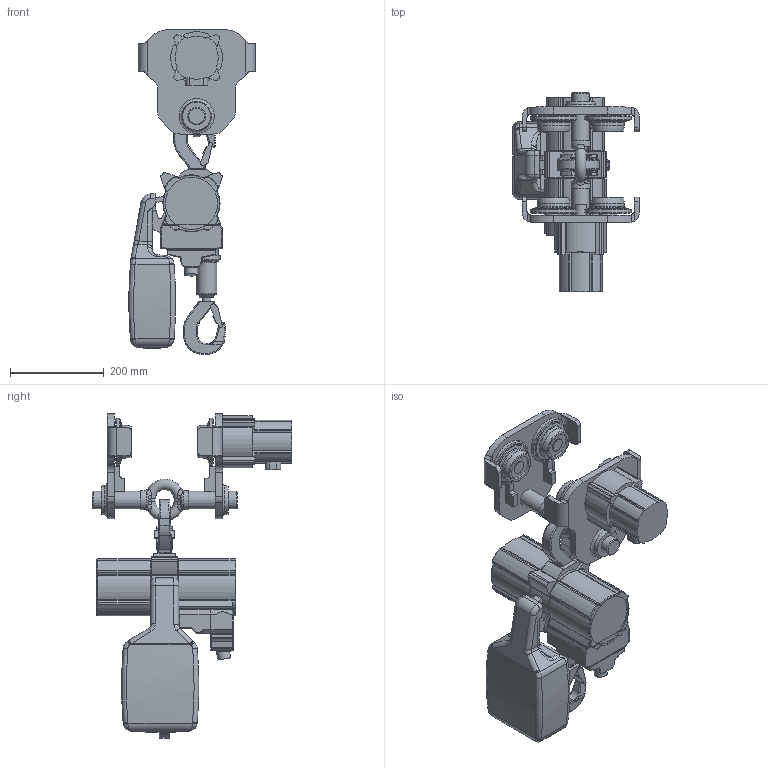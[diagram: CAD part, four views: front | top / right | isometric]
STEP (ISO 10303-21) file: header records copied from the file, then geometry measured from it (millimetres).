
FILE_DESCRIPTION(('STEP AP214'),'1');
FILE_NAME('PMH Profi Lufttelfer 250-1 - 1000-1 med driven åkvagn.stp','2013-06-27T06:25:10',(' '),(' '),'Spatial InterOp 3D',' ',' ');
FILE_SCHEMA(('automotive_design'));
Length unit declared in the file: millimetre
Products named in the file (19): Geraet Profi   025-1 TI LUFT DP; Mittelteil Profi   025-2 TI; Getriebe TI 25-97; Motor NM1BI LUFT DP; Motor NM1BI; Steuerventil NM1BI; DP 025-2TI; Luftanschluss NM1BI; Lasthuelse 1T TI mit Haken; Lasthuelse 1T TI; Lasthaken   1T TI; PMH Profi Lufttelfer 250_1-1000_1 med driven _kvagn; LM 2T I; Distanzierung LN2000 I; Hinterteil L02 kpl; Vorderteil L02 kpl; Getriebemotor NM02BI; Kettenkasten Typ K I TS
Assembly tree (18 placements, depth 4):
  PMH Profi Lufttelfer 250_1-1000_1 med driven _kvagn
    Geraet Profi   025-1 TI LUFT DP
      Mittelteil Profi   025-2 TI
      Getriebe TI 25-97
      Motor NM1BI LUFT DP
        Motor NM1BI
        Steuerventil NM1BI
        DP 025-2TI
        Luftanschluss NM1BI
      Lasthuelse 1T TI mit Haken
        Lasthuelse 1T TI
        Lasthaken   1T TI
      Lasthaken   1T TI
    LM 2T I
      Distanzierung LN2000 I
      Hinterteil L02 kpl
      Vorderteil L02 kpl
      Getriebemotor NM02BI
    Kettenkasten Typ K I TS
Bounding box: 269.96 x 427 x 694.49 mm (x, y, z)
Volume: 12329394.7 mm3; surface area: 963662.2 mm2
Topology: 14 solids, 14 shells, 1177 faces, 2969 edges, 1835 vertices
Faces by surface type: cylinder 576, plane 281, bspline 138, torus 123, sphere 36, cone 23
Full cylindrical faces by diameter (mm): 8 x1, 18.3 x2, 24 x1, 27.905 x4, 28 x1, 38 x4, 40 x4, 41 x2, 44 x1, 50 x1, 52 x2, 52.5 x4, 58 x2, 70 x4, 75 x2, 88 x4, 100.2 x4, 109 x1
Entity records: 59379 total; most frequent: CARTESIAN_POINT 21551, DIRECTION 6290, ORIENTED_EDGE 5682, EDGE_CURVE 2841, AXIS2_PLACEMENT_3D 2595, VERTEX_POINT 1815, CIRCLE 1361, EDGE_LOOP 1316
